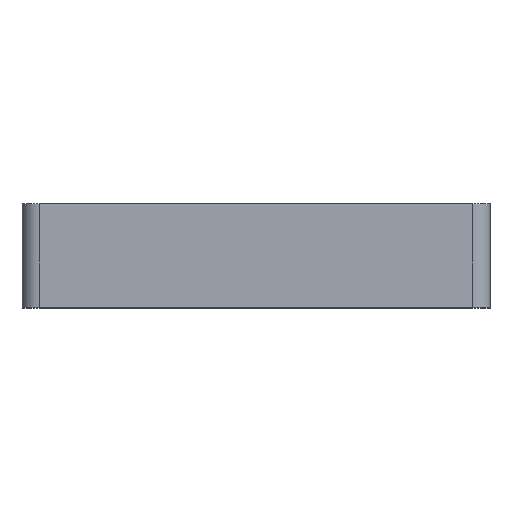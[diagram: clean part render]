
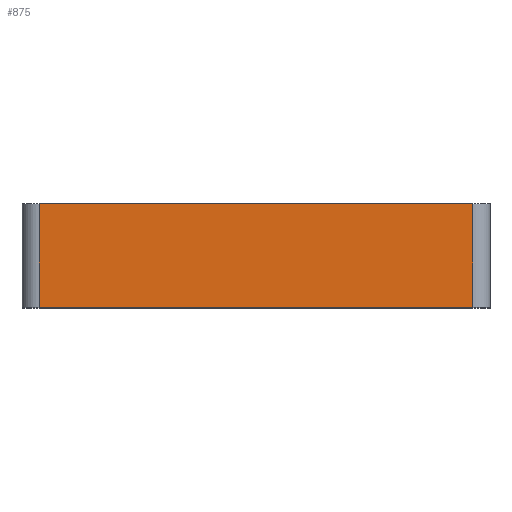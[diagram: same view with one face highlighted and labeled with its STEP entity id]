
A CAD part, top view. The second image highlights one B-rep face of the part: STEP entity #875.
In plain terms, the highlighted planar face has unit normal (0, 0, 1).
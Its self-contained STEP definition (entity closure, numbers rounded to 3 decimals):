
#362=CARTESIAN_POINT('',(-125.5,57.0,179.5));
#363=VERTEX_POINT('',#362);
#371=CARTESIAN_POINT('',(125.5,57.0,179.5));
#372=VERTEX_POINT('',#371);
#373=CARTESIAN_POINT('',(-125.5,57.0,179.5));
#374=DIRECTION('',(1.0,0.0,0.0));
#375=VECTOR('',#374,251.0);
#376=LINE('',#373,#375);
#377=EDGE_CURVE('',#363,#372,#376,.T.);
#693=CARTESIAN_POINT('',(125.5,-3.0,179.5));
#694=VERTEX_POINT('',#693);
#702=CARTESIAN_POINT('',(-125.5,-3.0,179.5));
#703=VERTEX_POINT('',#702);
#704=CARTESIAN_POINT('',(125.5,-3.0,179.5));
#705=DIRECTION('',(-1.0,0.0,0.0));
#706=VECTOR('',#705,251.0);
#707=LINE('',#704,#706);
#708=EDGE_CURVE('',#694,#703,#707,.T.);
#799=CARTESIAN_POINT('',(125.5,57.0,179.5));
#800=DIRECTION('',(0.0,-1.0,0.0));
#801=VECTOR('',#800,60.0);
#802=LINE('',#799,#801);
#803=EDGE_CURVE('',#372,#694,#802,.T.);
#855=CARTESIAN_POINT('',(-125.5,-3.0,179.5));
#856=DIRECTION('',(0.0,1.0,0.0));
#857=VECTOR('',#856,60.0);
#858=LINE('',#855,#857);
#859=EDGE_CURVE('',#703,#363,#858,.T.);
#864=CARTESIAN_POINT('',(-135.5,0.0,179.5));
#865=DIRECTION('',(0.0,0.0,1.0));
#866=DIRECTION('',(1.0,0.0,0.0));
#867=AXIS2_PLACEMENT_3D('',#864,#865,#866);
#868=PLANE('',#867);
#869=ORIENTED_EDGE('',*,*,#803,.F.);
#870=ORIENTED_EDGE('',*,*,#377,.F.);
#871=ORIENTED_EDGE('',*,*,#859,.F.);
#872=ORIENTED_EDGE('',*,*,#708,.F.);
#873=EDGE_LOOP('',(#869,#870,#871,#872));
#874=FACE_OUTER_BOUND('',#873,.T.);
#875=ADVANCED_FACE('',(#874),#868,.T.);
